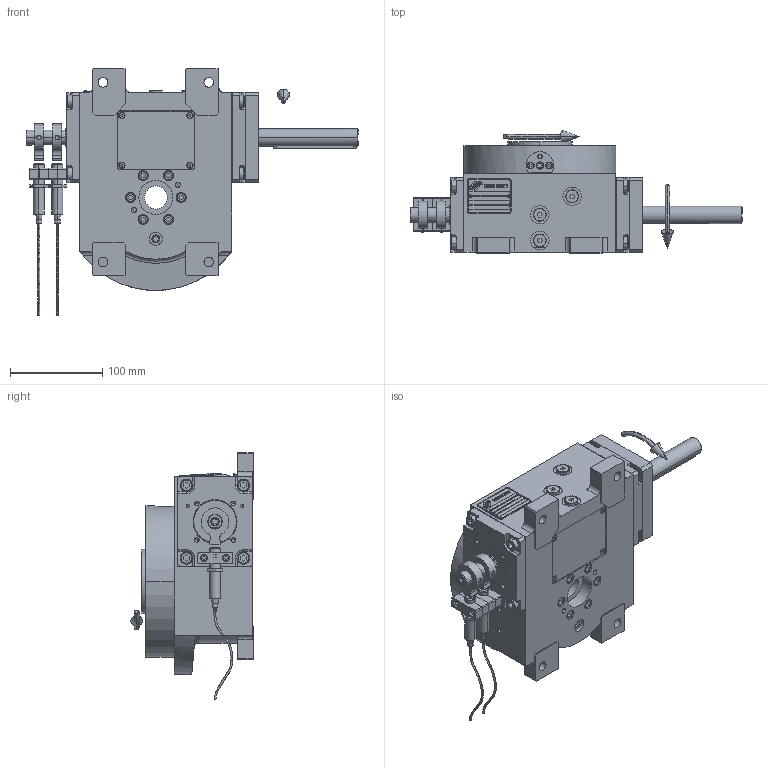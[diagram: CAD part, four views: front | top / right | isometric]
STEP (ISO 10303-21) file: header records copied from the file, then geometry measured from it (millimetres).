
FILE_DESCRIPTION (( 'STEP AP203' ), '1' );
FILE_NAME ('PC5201537.step', '2025-10-01T16:11:47', ( '' ), ( '' ), 'SwSTEP 2.0', 'SolidWorks 2020', '' );
FILE_SCHEMA (( 'CONFIG_CONTROL_DESIGN' ));
Length unit declared in the file: millimetre
Products named in the file (94): CFN2104_02_017.stp; cfn2000_01_147; cfn2104_01_016; cfn2003_01_063; rig04_007_master; cfn2000_01_129; CFN2000_01_185.stp; CFN2155_01_007.stp; rig04_004_s_002; cfn2107_01_001; rig04_004; AS_rig04_071_6_m; AS_rig04_015; as_cfn2400_04_003.stp; AS_rig04_014_s_001; cfn2476_01_001_48x38; freccia_angolare_albero; CFN2010_01_006.stp; cfn2070_05_001; AS_900_38_11_14_4; CFN2401_01_003.stp; CFN2400_04_003-1.stp; cfn2276_01_065; cfn2000_01_151; rig04_015; RIG04_005_AF0.stp; rig04_001_a_001; AS_rig04_004_s_001; CFN2203_02_001.stp; AS_rig04_004_s_002; cfn2155_01_186; olio_agip_blasia_150; cfn2151_01_092; cfn2151_01_162; cfn2151_01_087; AS_cfn2400_04_003; AS_cfn2401_01_003; rig04_014_s_001; cfn2115_02_213; AS_cfn2476_01_001_48x38 ...
Assembly tree (90 placements, depth 5):
  rig04_007_master
  CFN2010_01_006.stp
  cfn2276_01_065
  CFN2203_02_001.stp
  olio_agip_blasia_150
Bounding box: 360.5 x 133 x 268.07 mm (x, y, z)
Volume: 1459346.5 mm3; surface area: 479282 mm2
Topology: 90 solids, 94 shells, 2511 faces, 6092 edges, 3916 vertices
Faces by surface type: plane 1272, cylinder 797, cone 417, torus 14, sphere 6, bspline 5
Entity records: 81470 total; most frequent: CARTESIAN_POINT 17411, DIRECTION 11422, ORIENTED_EDGE 10930, EDGE_CURVE 5469, AXIS2_PLACEMENT_3D 3967, VERTEX_POINT 3559, LINE 3488, VECTOR 3488
